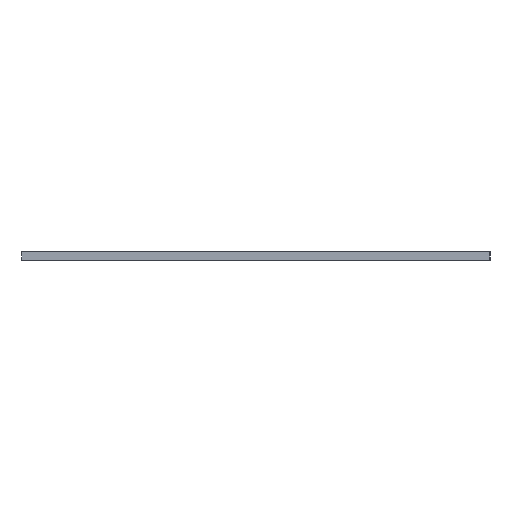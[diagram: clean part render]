
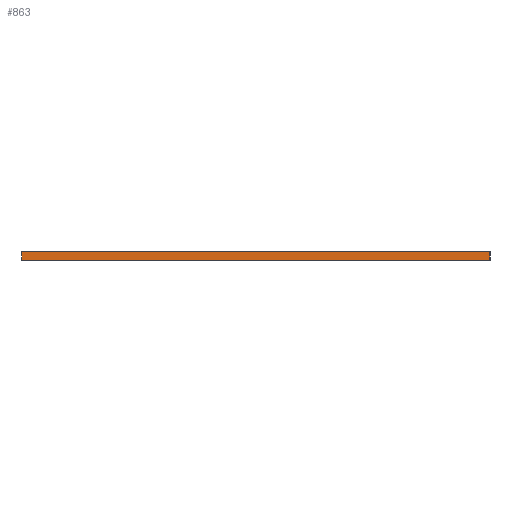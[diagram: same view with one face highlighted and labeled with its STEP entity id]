
A CAD part, left-side view. The second image highlights one B-rep face of the part: STEP entity #863.
In plain terms, the highlighted planar face has unit normal (-1, 0, 0).
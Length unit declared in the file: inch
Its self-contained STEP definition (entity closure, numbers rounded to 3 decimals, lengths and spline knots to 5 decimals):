
#16=LINE('',#1367,#64);
#47=LINE('',#1429,#95);
#48=LINE('',#1431,#96);
#49=LINE('',#1432,#97);
#64=VECTOR('',#1152,39.37008);
#95=VECTOR('',#1201,39.37008);
#96=VECTOR('',#1202,39.37008);
#97=VECTOR('',#1203,39.37008);
#120=PLANE('',#980);
#253=FACE_OUTER_BOUND('',#353,.T.);
#353=EDGE_LOOP('',(#738,#739,#740,#741));
#483=VERTEX_POINT('',#1364);
#484=VERTEX_POINT('',#1366);
#506=VERTEX_POINT('',#1428);
#507=VERTEX_POINT('',#1430);
#564=EDGE_CURVE('',#483,#484,#16,.T.);
#595=EDGE_CURVE('',#484,#506,#47,.T.);
#596=EDGE_CURVE('',#507,#483,#48,.T.);
#597=EDGE_CURVE('',#506,#507,#49,.T.);
#738=ORIENTED_EDGE('',*,*,#595,.F.);
#739=ORIENTED_EDGE('',*,*,#564,.F.);
#740=ORIENTED_EDGE('',*,*,#596,.F.);
#741=ORIENTED_EDGE('',*,*,#597,.F.);
#863=ADVANCED_FACE('',(#253),#120,.F.);
#980=AXIS2_PLACEMENT_3D('',#1427,#1199,#1200);
#1152=DIRECTION('',(0.,-1.,0.));
#1199=DIRECTION('center_axis',(1.,0.,0.));
#1200=DIRECTION('ref_axis',(0.,1.,0.));
#1201=DIRECTION('',(0.,0.,-1.));
#1202=DIRECTION('',(0.,0.,1.));
#1203=DIRECTION('',(0.,1.,0.));
#1364=CARTESIAN_POINT('',(-23.52895,12.58389,47.62819));
#1366=CARTESIAN_POINT('',(-23.52895,-1.41611,47.62819));
#1367=CARTESIAN_POINT('',(-23.52895,5.58389,47.62819));
#1427=CARTESIAN_POINT('Origin',(-23.52895,9.91274,47.62819));
#1428=CARTESIAN_POINT('',(-23.52895,-1.41611,47.37819));
#1429=CARTESIAN_POINT('',(-23.52895,-1.41611,47.62819));
#1430=CARTESIAN_POINT('',(-23.52895,12.58389,47.37819));
#1431=CARTESIAN_POINT('',(-23.52895,12.58389,47.62819));
#1432=CARTESIAN_POINT('',(-23.52895,9.91274,47.37819));
